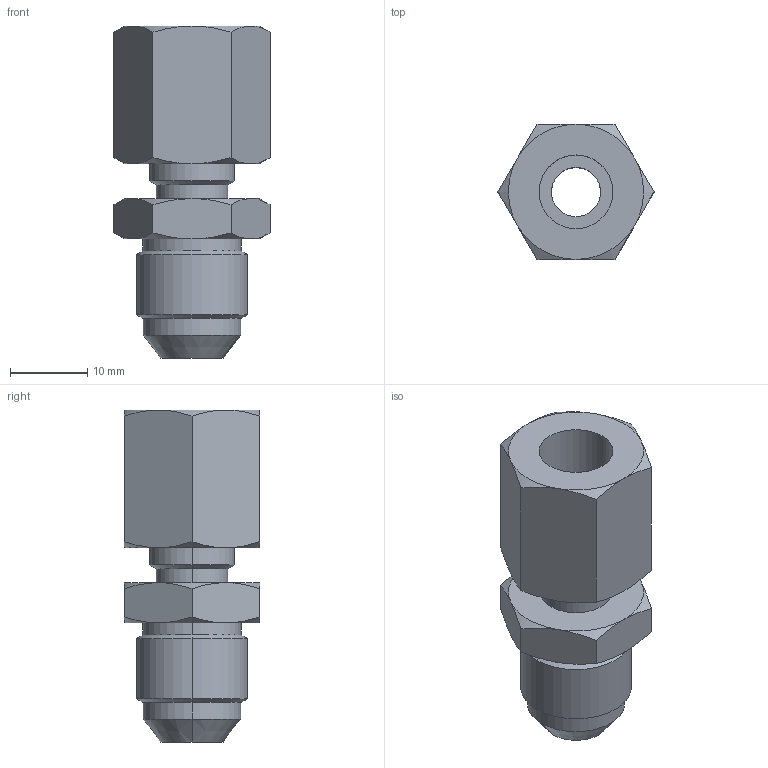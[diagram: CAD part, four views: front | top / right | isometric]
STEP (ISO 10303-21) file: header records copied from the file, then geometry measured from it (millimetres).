
FILE_DESCRIPTION((''),'2;1');
FILE_NAME('ILC30000566','2022-09-06T14:39:41',('rkuestersteffen'),(''),'CREO PARAMETRIC BY PTC INC, 2021164','CREO PARAMETRIC BY PTC INC, 2021164','');
FILE_SCHEMA(('AUTOMOTIVE_DESIGN { 1 0 10303 214 1 1 1 1 }'));
Length unit declared in the file: inch
Products named in the file (1): ILC30000566
Bounding box: 20.15 x 17.45 x 42.85 mm (x, y, z)
Volume: 6489.2 mm3; surface area: 4515.3 mm2
Topology: 1 solids, 3 shells, 68 faces, 148 edges, 86 vertices
Faces by surface type: cone 32, plane 18, cylinder 18
Entity records: 2706 total; most frequent: CARTESIAN_POINT 635, DIRECTION 327, ORIENTED_EDGE 288, PRESENTATION_STYLE_ASSIGNMENT 156, STYLED_ITEM 156, CURVE_STYLE 153, EDGE_CURVE 148, AXIS2_PLACEMENT_3D 141
